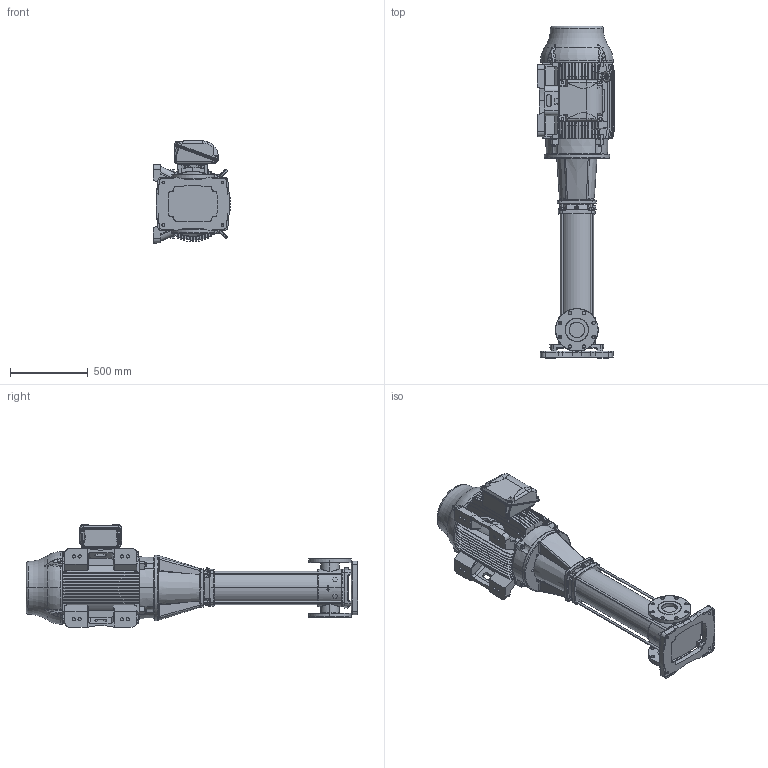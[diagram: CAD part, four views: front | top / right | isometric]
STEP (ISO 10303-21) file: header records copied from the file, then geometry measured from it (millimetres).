
FILE_DESCRIPTION (( 'STEP AP203' ), '1' );
FILE_NAME ('3303175 - MVI-750-4_1-100 HP-405TSC-304-E-230_460.step', '2022-03-30T20:25:29', ( '' ), ( '' ), 'SwSTEP 2.0', 'SolidWorks 2021', '' );
FILE_SCHEMA (( 'CONFIG_CONTROL_DESIGN' ));
Products named in the file (5): MVI PEO - [304-EPDM]_3304175 - MVI-750-4_1-100 HP-405TSC-304-E-S; 2704076 - NEMA V2 100HP 404_5TSC 460~3 TEFC; 3303175 - MVI-750-4_1-100 HP-405TSC-304-E-230_460; SBI(N)150-4-1; TEFC MOTOR_2704076 - NEMA V2 100HP 404_5TSC 460~3 TEFC
Assembly tree (4 placements, depth 3):
  3303175 - MVI-750-4_1-100 HP-405TSC-304-E-230_460
    MVI PEO - [304-EPDM]_3304175 - MVI-750-4_1-100 HP-405TSC-304-E-S
      SBI(N)150-4-1
    TEFC MOTOR_2704076 - NEMA V2 100HP 404_5TSC 460~3 TEFC
      2704076 - NEMA V2 100HP 404_5TSC 460~3 TEFC
Bounding box: 497 x 2141.65 x 659.31 mm (x, y, z)
Volume: 197244570.8 mm3; surface area: 7277985.5 mm2
Topology: 20 solids, 48 shells, 3695 faces, 9671 edges, 6159 vertices
Faces by surface type: plane 1464, cone 857, cylinder 680, bspline 639, torus 45, sphere 10
Entity records: 196159 total; most frequent: CARTESIAN_POINT 110968, ORIENTED_EDGE 19178, DIRECTION 15621, EDGE_CURVE 9589, VERTEX_POINT 6156, AXIS2_PLACEMENT_3D 5785, LINE 4051, VECTOR 4051
